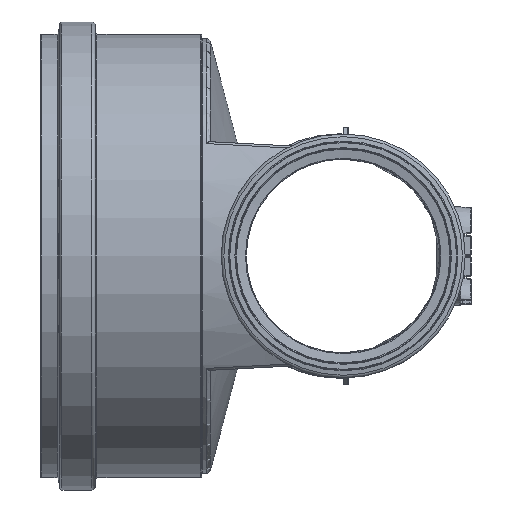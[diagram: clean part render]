
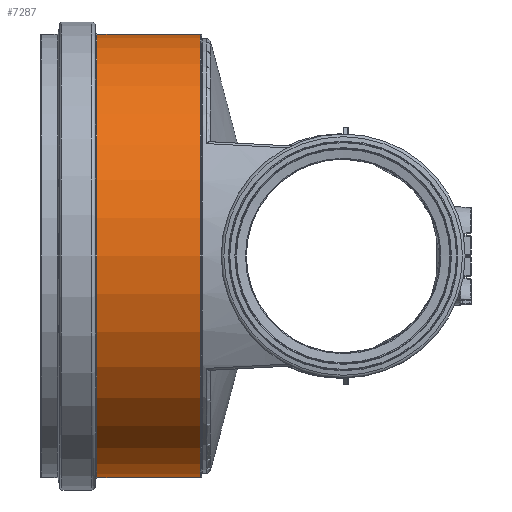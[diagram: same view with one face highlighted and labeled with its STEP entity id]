
A CAD part, left-side view. The second image highlights one B-rep face of the part: STEP entity #7287.
In plain terms, the highlighted cylindrical face has radius 206.5 mm (diameter 413 mm), a full revolution.
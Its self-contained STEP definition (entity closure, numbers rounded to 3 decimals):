
#857=FACE_OUTER_BOUND('',#1282,.T.);
#1282=EDGE_LOOP('',(#6710,#6711,#6712,#6713,#6714,#6715,#6716,#6717));
#1802=LINE('',#16766,#2125);
#2125=VECTOR('',#10361,206.5);
#2587=CIRCLE('',#8208,206.5);
#2588=CIRCLE('',#8209,206.5);
#2590=CIRCLE('',#8211,206.5);
#2591=CIRCLE('',#8213,206.5);
#2592=CIRCLE('',#8214,206.5);
#2593=CIRCLE('',#8215,206.5);
#3324=VERTEX_POINT('',#16752);
#3325=VERTEX_POINT('',#16753);
#3326=VERTEX_POINT('',#16755);
#3327=VERTEX_POINT('',#16760);
#3328=VERTEX_POINT('',#16761);
#3329=VERTEX_POINT('',#16763);
#4455=EDGE_CURVE('',#3324,#3325,#2587,.T.);
#4456=EDGE_CURVE('',#3326,#3324,#2588,.T.);
#4458=EDGE_CURVE('',#3325,#3326,#2590,.T.);
#4459=EDGE_CURVE('',#3327,#3328,#2591,.T.);
#4460=EDGE_CURVE('',#3329,#3327,#2592,.T.);
#4461=EDGE_CURVE('',#3328,#3329,#2593,.T.);
#4462=EDGE_CURVE('',#3328,#3325,#1802,.T.);
#6710=ORIENTED_EDGE('',*,*,#4459,.F.);
#6711=ORIENTED_EDGE('',*,*,#4460,.F.);
#6712=ORIENTED_EDGE('',*,*,#4461,.F.);
#6713=ORIENTED_EDGE('',*,*,#4462,.T.);
#6714=ORIENTED_EDGE('',*,*,#4458,.T.);
#6715=ORIENTED_EDGE('',*,*,#4456,.T.);
#6716=ORIENTED_EDGE('',*,*,#4455,.T.);
#6717=ORIENTED_EDGE('',*,*,#4462,.F.);
#6879=CYLINDRICAL_SURFACE('',#8212,206.5);
#7287=ADVANCED_FACE('',(#857),#6879,.T.);
#8208=AXIS2_PLACEMENT_3D('',#16754,#10345,#10346);
#8209=AXIS2_PLACEMENT_3D('',#16756,#10347,#10348);
#8211=AXIS2_PLACEMENT_3D('',#16758,#10351,#10352);
#8212=AXIS2_PLACEMENT_3D('',#16759,#10353,#10354);
#8213=AXIS2_PLACEMENT_3D('',#16762,#10355,#10356);
#8214=AXIS2_PLACEMENT_3D('',#16764,#10357,#10358);
#8215=AXIS2_PLACEMENT_3D('',#16765,#10359,#10360);
#10345=DIRECTION('center_axis',(0.,1.,0.));
#10346=DIRECTION('ref_axis',(1.,0.,0.));
#10347=DIRECTION('center_axis',(0.,1.,0.));
#10348=DIRECTION('ref_axis',(1.,0.,0.));
#10351=DIRECTION('center_axis',(0.,1.,0.));
#10352=DIRECTION('ref_axis',(1.,0.,0.));
#10353=DIRECTION('center_axis',(0.,1.,0.));
#10354=DIRECTION('ref_axis',(-1.,0.,0.));
#10355=DIRECTION('center_axis',(0.,1.,0.));
#10356=DIRECTION('ref_axis',(1.,0.,0.));
#10357=DIRECTION('center_axis',(0.,1.,0.));
#10358=DIRECTION('ref_axis',(1.,0.,0.));
#10359=DIRECTION('center_axis',(0.,1.,0.));
#10360=DIRECTION('ref_axis',(1.,0.,0.));
#10361=DIRECTION('',(0.,-1.,0.));
#16752=CARTESIAN_POINT('',(-206.5,133.,0.));
#16753=CARTESIAN_POINT('',(206.5,133.,0.));
#16754=CARTESIAN_POINT('Origin',(0.,133.,0.));
#16755=CARTESIAN_POINT('',(0.,133.,-206.5));
#16756=CARTESIAN_POINT('Origin',(0.,133.,0.));
#16758=CARTESIAN_POINT('Origin',(0.,133.,0.));
#16759=CARTESIAN_POINT('Origin',(0.,181.227,
0.));
#16760=CARTESIAN_POINT('',(-206.5,229.455,0.));
#16761=CARTESIAN_POINT('',(206.5,229.455,0.));
#16762=CARTESIAN_POINT('Origin',(0.,229.455,
0.));
#16763=CARTESIAN_POINT('',(0.,229.455,-206.5));
#16764=CARTESIAN_POINT('Origin',(0.,229.455,
0.));
#16765=CARTESIAN_POINT('Origin',(0.,229.455,
0.));
#16766=CARTESIAN_POINT('',(206.5,181.227,0.));
